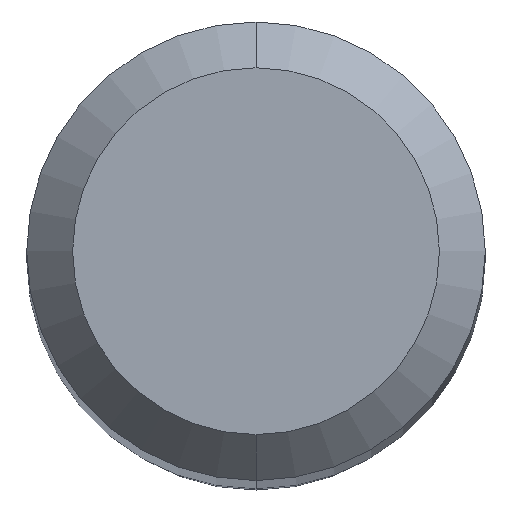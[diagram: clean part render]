
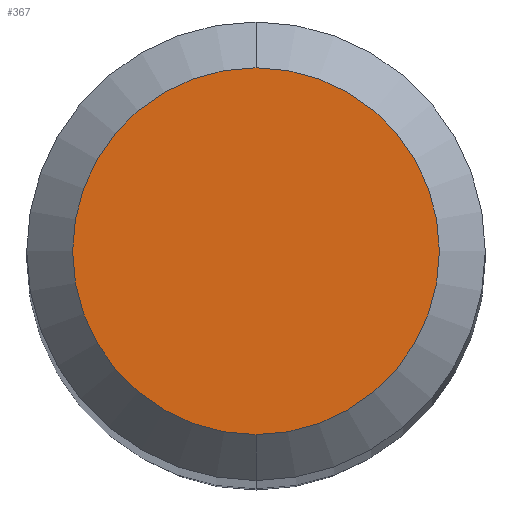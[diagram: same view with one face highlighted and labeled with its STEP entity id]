
A CAD part, top view. The second image highlights one B-rep face of the part: STEP entity #367.
In plain terms, the highlighted planar face has unit normal (0, 0, 1).
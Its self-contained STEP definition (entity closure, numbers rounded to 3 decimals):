
#177=VERTEX_POINT('',#484);
#213=EDGE_CURVE('',#177,#269,#522,.T.);
#269=VERTEX_POINT('',#582);
#367=ADVANCED_FACE('',(#692),#693,.T.);
#441=EDGE_CURVE('',#269,#177,#774,.T.);
#484=CARTESIAN_POINT('',(0.0,1.2,0.));
#522=CIRCLE('',#892,1.2);
#582=CARTESIAN_POINT('',(0.,-1.2,0.));
#692=FACE_OUTER_BOUND('',#1232,.T.);
#693=PLANE('',#1233);
#774=CIRCLE('',#1374,1.2);
#892=AXIS2_PLACEMENT_3D('',#1475,#1476,#1477);
#1232=EDGE_LOOP('',(#1674,#1675));
#1233=AXIS2_PLACEMENT_3D('',#1676,#1677,#1678);
#1374=AXIS2_PLACEMENT_3D('',#1755,#1756,#1757);
#1475=CARTESIAN_POINT('',(0.0,0.0,0.));
#1476=DIRECTION('',(0.0,0.0,-1.0));
#1477=DIRECTION('',(0.0,1.0,0.0));
#1674=ORIENTED_EDGE('',*,*,#213,.F.);
#1675=ORIENTED_EDGE('',*,*,#441,.F.);
#1676=CARTESIAN_POINT('',(0.0,0.6,0.));
#1677=DIRECTION('',(-0.0,0.0,1.0));
#1678=DIRECTION('',(0.0,-1.0,0.0));
#1755=CARTESIAN_POINT('',(0.0,0.0,0.));
#1756=DIRECTION('',(0.0,0.0,-1.0));
#1757=DIRECTION('',(0.0,1.0,0.0));
